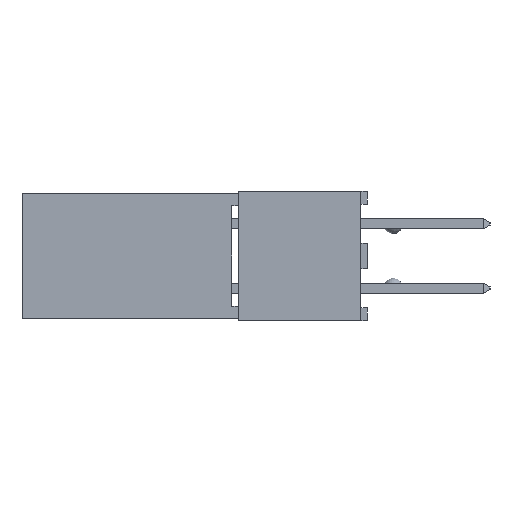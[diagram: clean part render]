
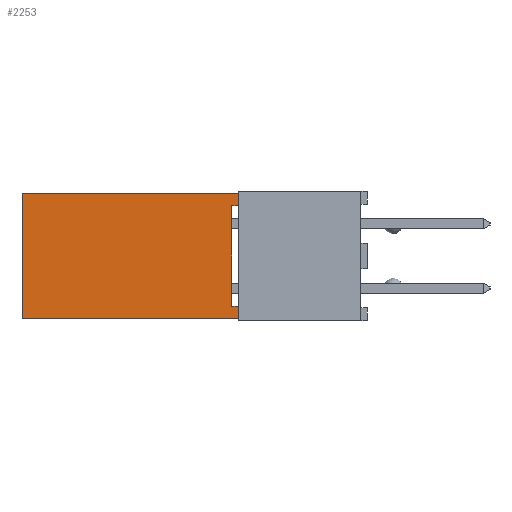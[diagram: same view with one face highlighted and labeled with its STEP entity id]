
A CAD part, left-side view. The second image highlights one B-rep face of the part: STEP entity #2253.
In plain terms, the highlighted planar face has unit normal (-1, 0, 0).
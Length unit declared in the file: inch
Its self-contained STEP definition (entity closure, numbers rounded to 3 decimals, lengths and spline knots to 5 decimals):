
#2253 = ADVANCED_FACE( '', ( #5974 ), #5975, .F. );
#5974 = FACE_OUTER_BOUND( '', #11262, .T. );
#5975 = PLANE( '', #11263 );
#11262 = EDGE_LOOP( '', ( #17860, #17861, #17862, #17863, #17864, #17865, #17866, #17867 ) );
#11263 = AXIS2_PLACEMENT_3D( '', #17868, #17869, #17870 );
#17860 = ORIENTED_EDGE( '', *, *, #32809, .T. );
#17861 = ORIENTED_EDGE( '', *, *, #32810, .T. );
#17862 = ORIENTED_EDGE( '', *, *, #32811, .F. );
#17863 = ORIENTED_EDGE( '', *, *, #32812, .F. );
#17864 = ORIENTED_EDGE( '', *, *, #32813, .T. );
#17865 = ORIENTED_EDGE( '', *, *, #32814, .T. );
#17866 = ORIENTED_EDGE( '', *, *, #32815, .T. );
#17867 = ORIENTED_EDGE( '', *, *, #32816, .T. );
#17868 = CARTESIAN_POINT( '', ( 0., 0.335, -0.0975 ) );
#17869 = DIRECTION( '', ( 1., 0., 0. ) );
#17870 = DIRECTION( '', ( 0., 0., -1. ) );
#32809 = EDGE_CURVE( '', #39956, #39957, #39958, .T. );
#32810 = EDGE_CURVE( '', #39957, #39959, #39960, .T. );
#32811 = EDGE_CURVE( '', #39961, #39959, #39962, .T. );
#32812 = EDGE_CURVE( '', #39963, #39961, #39964, .T. );
#32813 = EDGE_CURVE( '', #39963, #39965, #39966, .T. );
#32814 = EDGE_CURVE( '', #39965, #39967, #39968, .T. );
#32815 = EDGE_CURVE( '', #39967, #39969, #39970, .T. );
#32816 = EDGE_CURVE( '', #39969, #39956, #39971, .T. );
#39956 = VERTEX_POINT( '', #50068 );
#39957 = VERTEX_POINT( '', #50069 );
#39958 = LINE( '', #50070, #50071 );
#39959 = VERTEX_POINT( '', #50072 );
#39960 = LINE( '', #50073, #50074 );
#39961 = VERTEX_POINT( '', #50075 );
#39962 = LINE( '', #50076, #50077 );
#39963 = VERTEX_POINT( '', #50078 );
#39964 = LINE( '', #50079, #50080 );
#39965 = VERTEX_POINT( '', #50081 );
#39966 = LINE( '', #50082, #50083 );
#39967 = VERTEX_POINT( '', #50084 );
#39968 = LINE( '', #50085, #50086 );
#39969 = VERTEX_POINT( '', #50087 );
#39970 = LINE( '', #50088, #50089 );
#39971 = LINE( '', #50090, #50091 );
#50068 = CARTESIAN_POINT( '', ( 0., 0.01, 0.0775 ) );
#50069 = CARTESIAN_POINT( '', ( 0., 0., 0.0775 ) );
#50070 = CARTESIAN_POINT( '', ( 0., 0.01, 0.0775 ) );
#50071 = VECTOR( '', #61262, 39.37008 );
#50072 = CARTESIAN_POINT( '', ( 0., 0., 0.0975 ) );
#50073 = CARTESIAN_POINT( '', ( 0., 0., -0.0975 ) );
#50074 = VECTOR( '', #61263, 39.37008 );
#50075 = CARTESIAN_POINT( '', ( 0., 0.335, 0.0975 ) );
#50076 = CARTESIAN_POINT( '', ( 0., 0.335, 0.0975 ) );
#50077 = VECTOR( '', #61264, 39.37008 );
#50078 = CARTESIAN_POINT( '', ( 0., 0.335, -0.0975 ) );
#50079 = CARTESIAN_POINT( '', ( 0., 0.335, -0.0975 ) );
#50080 = VECTOR( '', #61265, 39.37008 );
#50081 = CARTESIAN_POINT( '', ( 0., 0., -0.0975 ) );
#50082 = CARTESIAN_POINT( '', ( 0., 0.335, -0.0975 ) );
#50083 = VECTOR( '', #61266, 39.37008 );
#50084 = CARTESIAN_POINT( '', ( 0., 0., -0.0775 ) );
#50085 = CARTESIAN_POINT( '', ( 0., 0., -0.0975 ) );
#50086 = VECTOR( '', #61267, 39.37008 );
#50087 = CARTESIAN_POINT( '', ( 0., 0.01, -0.0775 ) );
#50088 = CARTESIAN_POINT( '', ( 0., 0., -0.0775 ) );
#50089 = VECTOR( '', #61268, 39.37008 );
#50090 = CARTESIAN_POINT( '', ( 0., 0.01, -0.0775 ) );
#50091 = VECTOR( '', #61269, 39.37008 );
#61262 = DIRECTION( '', ( 0., -1., 0. ) );
#61263 = DIRECTION( '', ( 0., 0., 1. ) );
#61264 = DIRECTION( '', ( 0., -1., 0. ) );
#61265 = DIRECTION( '', ( 0., 0., 1. ) );
#61266 = DIRECTION( '', ( 0., -1., 0. ) );
#61267 = DIRECTION( '', ( 0., 0., 1. ) );
#61268 = DIRECTION( '', ( 0., 1., 0. ) );
#61269 = DIRECTION( '', ( 0., 0., 1. ) );
